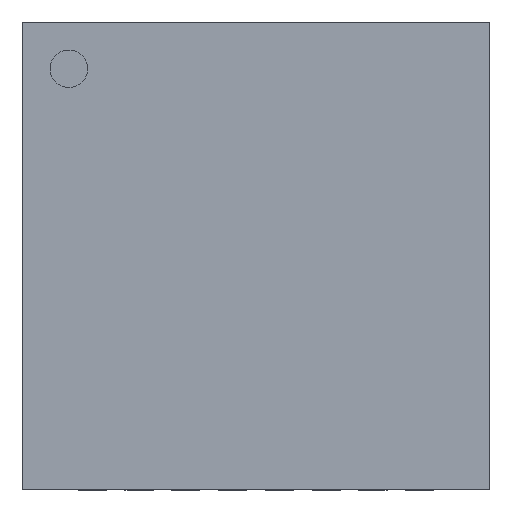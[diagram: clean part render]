
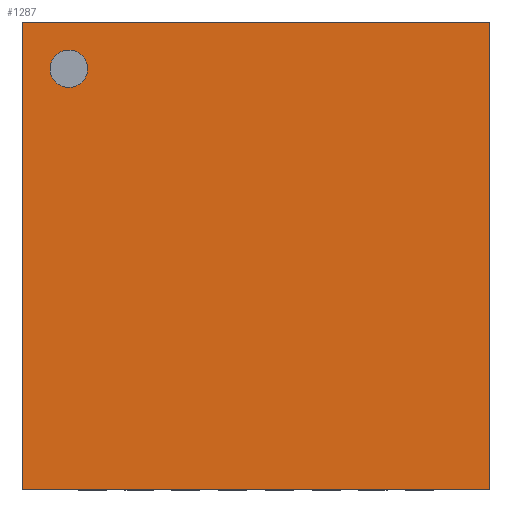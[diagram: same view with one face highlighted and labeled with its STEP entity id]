
A CAD part, top view. The second image highlights one B-rep face of the part: STEP entity #1287.
In plain terms, the highlighted planar face has unit normal (0, 0, 1).
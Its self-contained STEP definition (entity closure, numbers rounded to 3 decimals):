
#326=CARTESIAN_POINT('',(-1.8,2.0,0.8));
#327=VERTEX_POINT('',#326);
#336=CARTESIAN_POINT('',(-2.2,2.0,0.8));
#337=VERTEX_POINT('',#336);
#338=CARTESIAN_POINT('',(-2.0,2.0,0.8));
#339=DIRECTION('',(0.0,0.0,-1.0));
#340=DIRECTION('',(1.0,0.0,0.0));
#341=AXIS2_PLACEMENT_3D('',#338,#339,#340);
#342=CIRCLE('',#341,0.2);
#343=EDGE_CURVE('',#337,#327,#342,.T.);
#626=CARTESIAN_POINT('',(-2.5,2.5,0.8));
#627=VERTEX_POINT('',#626);
#634=CARTESIAN_POINT('',(2.5,2.5,0.8));
#635=VERTEX_POINT('',#634);
#636=CARTESIAN_POINT('',(-2.5,2.5,0.8));
#637=DIRECTION('',(1.0,0.0,0.0));
#638=VECTOR('',#637,5.0);
#639=LINE('',#636,#638);
#640=EDGE_CURVE('',#627,#635,#639,.T.);
#921=CARTESIAN_POINT('',(2.5,-2.5,0.8));
#922=VERTEX_POINT('',#921);
#923=CARTESIAN_POINT('',(2.5,2.5,0.8));
#924=DIRECTION('',(0.0,-1.0,0.0));
#925=VECTOR('',#924,5.0);
#926=LINE('',#923,#925);
#927=EDGE_CURVE('',#635,#922,#926,.T.);
#1192=CARTESIAN_POINT('',(-2.5,-2.5,0.8));
#1193=VERTEX_POINT('',#1192);
#1194=CARTESIAN_POINT('',(2.5,-2.5,0.8));
#1195=DIRECTION('',(-1.0,0.0,0.0));
#1196=VECTOR('',#1195,5.);
#1197=LINE('',#1194,#1196);
#1198=EDGE_CURVE('',#922,#1193,#1197,.T.);
#1247=CARTESIAN_POINT('',(-2.0,2.0,0.8));
#1248=DIRECTION('',(0.0,0.0,-1.0));
#1249=DIRECTION('',(1.0,0.0,0.0));
#1250=AXIS2_PLACEMENT_3D('',#1247,#1248,#1249);
#1251=CIRCLE('',#1250,0.2);
#1252=EDGE_CURVE('',#327,#337,#1251,.T.);
#1267=CARTESIAN_POINT('',(0.,0.,0.8));
#1268=DIRECTION('',(0.0,0.0,1.0));
#1269=DIRECTION('',(1.0,0.0,0.0));
#1270=AXIS2_PLACEMENT_3D('',#1267,#1268,#1269);
#1271=PLANE('',#1270);
#1272=CARTESIAN_POINT('',(-2.5,-2.5,0.8));
#1273=DIRECTION('',(0.0,1.0,0.0));
#1274=VECTOR('',#1273,5.0);
#1275=LINE('',#1272,#1274);
#1276=EDGE_CURVE('',#1193,#627,#1275,.T.);
#1277=ORIENTED_EDGE('',*,*,#1276,.F.);
#1278=ORIENTED_EDGE('',*,*,#1198,.F.);
#1279=ORIENTED_EDGE('',*,*,#927,.F.);
#1280=ORIENTED_EDGE('',*,*,#640,.F.);
#1281=EDGE_LOOP('',(#1277,#1278,#1279,#1280));
#1282=FACE_OUTER_BOUND('',#1281,.T.);
#1283=ORIENTED_EDGE('',*,*,#1252,.T.);
#1284=ORIENTED_EDGE('',*,*,#343,.T.);
#1285=EDGE_LOOP('',(#1283,#1284));
#1286=FACE_BOUND('',#1285,.T.);
#1287=ADVANCED_FACE('',(#1282,#1286),#1271,.T.);
